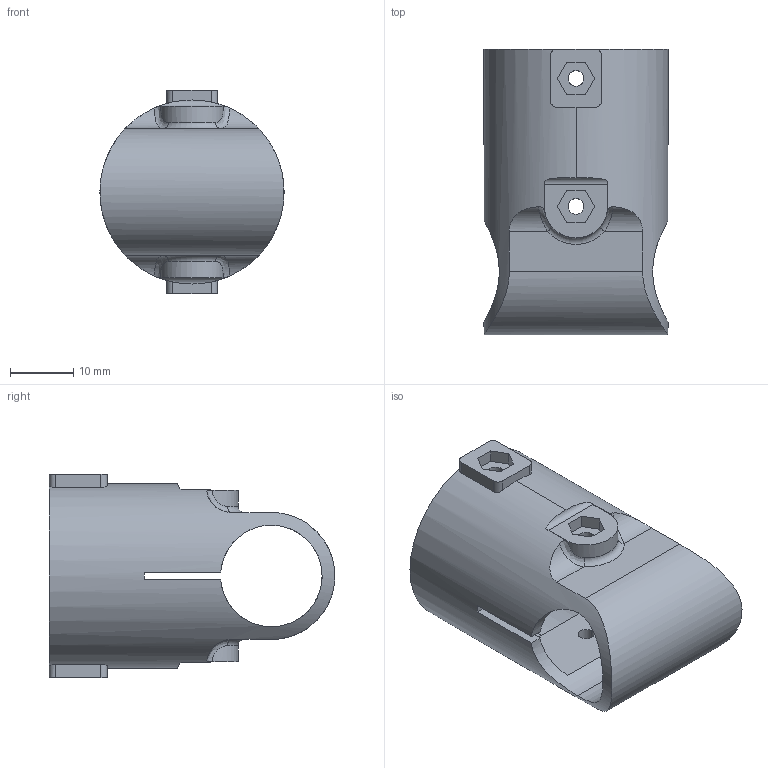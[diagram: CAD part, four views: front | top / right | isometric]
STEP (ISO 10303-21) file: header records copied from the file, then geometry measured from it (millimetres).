
FILE_DESCRIPTION (( 'STEP AP203' ), '1' );
FILE_NAME ('Tarot Landing Gear Ankle Joint_Default_sldprt.STEP', '2017-11-29T20:51:44', ( '' ), ( '' ), 'SwSTEP 2.0', 'SolidWorks 2017', '' );
FILE_SCHEMA (( 'CONFIG_CONTROL_DESIGN' ));
Length unit declared in the file: millimetre
Products named in the file (1): Tarot Landing Gear Ankle Joint_Default_sldprt
Bounding box: 29 x 44.99 x 32 mm (x, y, z)
Volume: 8070.2 mm3; surface area: 7860.7 mm2
Topology: 1 solids, 1 shells, 87 faces, 248 edges, 164 vertices
Faces by surface type: plane 45, cylinder 36, bspline 4, torus 2
Entity records: 3735 total; most frequent: CARTESIAN_POINT 1430, ORIENTED_EDGE 496, DIRECTION 422, EDGE_CURVE 248, VERTEX_POINT 164, AXIS2_PLACEMENT_3D 146, LINE 130, VECTOR 130
